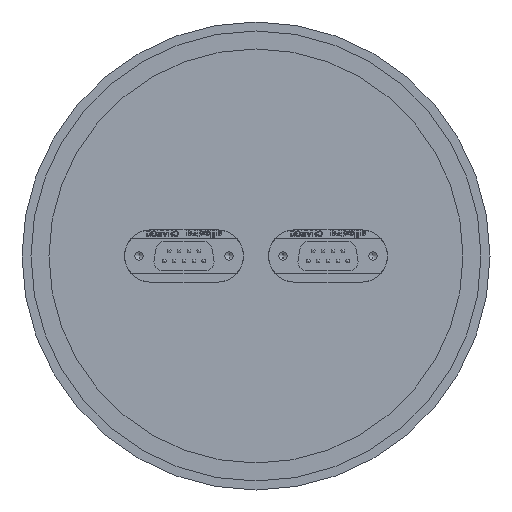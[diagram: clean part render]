
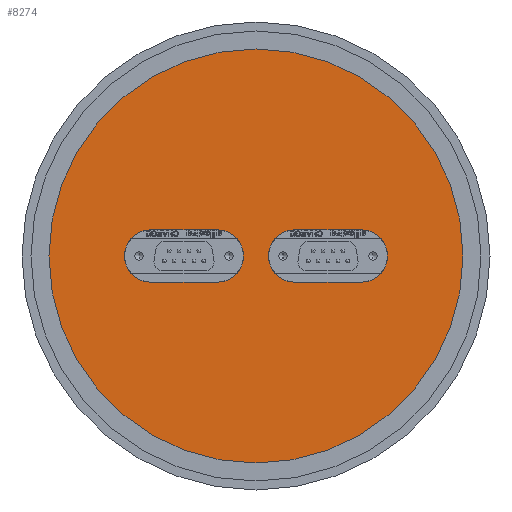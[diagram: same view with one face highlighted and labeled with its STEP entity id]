
A CAD part, front view. The second image highlights one B-rep face of the part: STEP entity #8274.
In plain terms, the highlighted planar face has unit normal (0, -1, 0).
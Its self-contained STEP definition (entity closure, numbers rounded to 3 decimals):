
#15 = CARTESIAN_POINT ( 'NONE',  ( 29.25, -12., 0. ) ) ;
#102 = VERTEX_POINT ( 'NONE', #1363 ) ;
#219 = EDGE_LOOP ( 'NONE', ( #2240, #6443, #2967, #6548 ) ) ;
#362 = FACE_BOUND ( 'NONE', #219, .T. ) ;
#612 = CARTESIAN_POINT ( 'NONE',  ( -29.25, -12., -7.25 ) ) ;
#618 = VERTEX_POINT ( 'NONE', #1048 ) ;
#625 = VECTOR ( 'NONE', #5126, 1000. ) ;
#760 = ORIENTED_EDGE ( 'NONE', *, *, #7399, .T. ) ;
#813 = CARTESIAN_POINT ( 'NONE',  ( 10.75, -12., 7.25 ) ) ;
#858 = VECTOR ( 'NONE', #2570, 1000. ) ;
#981 = EDGE_CURVE ( 'NONE', #5785, #6599, #7770, .T. ) ;
#986 = ORIENTED_EDGE ( 'NONE', *, *, #9614, .T. ) ;
#1048 = CARTESIAN_POINT ( 'NONE',  ( 29.25, -12., -7.25 ) ) ;
#1073 = CIRCLE ( 'NONE', #8123, 7.25 ) ;
#1196 = EDGE_CURVE ( 'NONE', #1441, #1391, #11070, .T. ) ;
#1238 = AXIS2_PLACEMENT_3D ( 'NONE', #7289, #2966, #6430 ) ;
#1363 = CARTESIAN_POINT ( 'NONE',  ( 10.75, -12., -7.25 ) ) ;
#1364 = CARTESIAN_POINT ( 'NONE',  ( 0., -12., 0. ) ) ;
#1391 = VERTEX_POINT ( 'NONE', #7963 ) ;
#1441 = VERTEX_POINT ( 'NONE', #3146 ) ;
#1537 = DIRECTION ( 'NONE',  ( 0., 1., 0. ) ) ;
#2203 = CARTESIAN_POINT ( 'NONE',  ( 10.75, -12., 7.25 ) ) ;
#2240 = ORIENTED_EDGE ( 'NONE', *, *, #10736, .T. ) ;
#2570 = DIRECTION ( 'NONE',  ( 1., 0., 0. ) ) ;
#2719 = CIRCLE ( 'NONE', #8138, 7.25 ) ;
#2784 = DIRECTION ( 'NONE',  ( 1., 0., 0. ) ) ;
#2966 = DIRECTION ( 'NONE',  ( 0., -1., 0. ) ) ;
#2967 = ORIENTED_EDGE ( 'NONE', *, *, #9504, .T. ) ;
#3008 = CIRCLE ( 'NONE', #6635, 7.25 ) ;
#3146 = CARTESIAN_POINT ( 'NONE',  ( -10.75, -12., -7.25 ) ) ;
#3383 = VERTEX_POINT ( 'NONE', #3551 ) ;
#3399 = VECTOR ( 'NONE', #7064, 1000. ) ;
#3536 = CARTESIAN_POINT ( 'NONE',  ( -10.75, -12., 0. ) ) ;
#3551 = CARTESIAN_POINT ( 'NONE',  ( 29.25, -12., 7.25 ) ) ;
#3647 = DIRECTION ( 'NONE',  ( 0., 0., 1. ) ) ;
#3790 = EDGE_LOOP ( 'NONE', ( #7079, #986 ) ) ;
#3819 = FACE_OUTER_BOUND ( 'NONE', #3790, .T. ) ;
#3871 = PLANE ( 'NONE',  #1238 ) ;
#4609 = VERTEX_POINT ( 'NONE', #9809 ) ;
#4679 = AXIS2_PLACEMENT_3D ( 'NONE', #3536, #10422, #3647 ) ;
#4808 = DIRECTION ( 'NONE',  ( 0., -1., 0. ) ) ;
#4928 = FACE_BOUND ( 'NONE', #10533, .T. ) ;
#4968 = ORIENTED_EDGE ( 'NONE', *, *, #8329, .T. ) ;
#4977 = DIRECTION ( 'NONE',  ( 0., -1., 0. ) ) ;
#4991 = CARTESIAN_POINT ( 'NONE',  ( -29.25, -12., 7.25 ) ) ;
#4999 = EDGE_CURVE ( 'NONE', #4609, #8302, #10714, .T. ) ;
#5126 = DIRECTION ( 'NONE',  ( -1., 0., 0. ) ) ;
#5313 = DIRECTION ( 'NONE',  ( 0., 0., 1. ) ) ;
#5419 = AXIS2_PLACEMENT_3D ( 'NONE', #1364, #4808, #7286 ) ;
#5484 = CARTESIAN_POINT ( 'NONE',  ( 0., -12., -57.5 ) ) ;
#5627 = CARTESIAN_POINT ( 'NONE',  ( -10.75, -12., 7.25 ) ) ;
#5763 = VECTOR ( 'NONE', #2784, 1000. ) ;
#5785 = VERTEX_POINT ( 'NONE', #5484 ) ;
#5827 = VERTEX_POINT ( 'NONE', #2203 ) ;
#5956 = CARTESIAN_POINT ( 'NONE',  ( 0., -12., 57.5 ) ) ;
#5966 = CARTESIAN_POINT ( 'NONE',  ( -29.25, -12., 0. ) ) ;
#6260 = CARTESIAN_POINT ( 'NONE',  ( 10.75, -12., -7.25 ) ) ;
#6425 = CARTESIAN_POINT ( 'NONE',  ( 0., -12., 0. ) ) ;
#6430 = DIRECTION ( 'NONE',  ( 0., 0., -1. ) ) ;
#6443 = ORIENTED_EDGE ( 'NONE', *, *, #4999, .T. ) ;
#6517 = AXIS2_PLACEMENT_3D ( 'NONE', #6425, #4977, #8441 ) ;
#6548 = ORIENTED_EDGE ( 'NONE', *, *, #1196, .T. ) ;
#6599 = VERTEX_POINT ( 'NONE', #5956 ) ;
#6635 = AXIS2_PLACEMENT_3D ( 'NONE', #5966, #1537, #8444 ) ;
#6945 = LINE ( 'NONE', #813, #5763 ) ;
#7064 = DIRECTION ( 'NONE',  ( -1., 0., 0. ) ) ;
#7079 = ORIENTED_EDGE ( 'NONE', *, *, #981, .T. ) ;
#7286 = DIRECTION ( 'NONE',  ( 0., 0., -1. ) ) ;
#7289 = CARTESIAN_POINT ( 'NONE',  ( 0., -12., -57.5 ) ) ;
#7338 = ORIENTED_EDGE ( 'NONE', *, *, #9894, .T. ) ;
#7377 = CARTESIAN_POINT ( 'NONE',  ( 10.75, -12., 0. ) ) ;
#7399 = EDGE_CURVE ( 'NONE', #618, #102, #8688, .T. ) ;
#7432 = CIRCLE ( 'NONE', #4679, 7.25 ) ;
#7770 = CIRCLE ( 'NONE', #6517, 57.5 ) ;
#7776 = CIRCLE ( 'NONE', #5419, 57.5 ) ;
#7963 = CARTESIAN_POINT ( 'NONE',  ( -29.25, -12., -7.25 ) ) ;
#8123 = AXIS2_PLACEMENT_3D ( 'NONE', #7377, #10169, #10966 ) ;
#8138 = AXIS2_PLACEMENT_3D ( 'NONE', #15, #9550, #5313 ) ;
#8274 = ADVANCED_FACE ( 'NONE', ( #4928, #362, #3819 ), #3871, .T. ) ;
#8302 = VERTEX_POINT ( 'NONE', #5627 ) ;
#8329 = EDGE_CURVE ( 'NONE', #5827, #3383, #6945, .T. ) ;
#8441 = DIRECTION ( 'NONE',  ( 0., 0., -1. ) ) ;
#8444 = DIRECTION ( 'NONE',  ( 0., 0., 1. ) ) ;
#8688 = LINE ( 'NONE', #6260, #3399 ) ;
#8701 = ORIENTED_EDGE ( 'NONE', *, *, #8960, .T. ) ;
#8960 = EDGE_CURVE ( 'NONE', #102, #5827, #1073, .T. ) ;
#9504 = EDGE_CURVE ( 'NONE', #8302, #1441, #7432, .T. ) ;
#9550 = DIRECTION ( 'NONE',  ( 0., 1., 0. ) ) ;
#9614 = EDGE_CURVE ( 'NONE', #6599, #5785, #7776, .T. ) ;
#9809 = CARTESIAN_POINT ( 'NONE',  ( -29.25, -12., 7.25 ) ) ;
#9894 = EDGE_CURVE ( 'NONE', #3383, #618, #2719, .T. ) ;
#10169 = DIRECTION ( 'NONE',  ( 0., 1., 0. ) ) ;
#10422 = DIRECTION ( 'NONE',  ( 0., 1., 0. ) ) ;
#10533 = EDGE_LOOP ( 'NONE', ( #8701, #4968, #7338, #760 ) ) ;
#10714 = LINE ( 'NONE', #4991, #858 ) ;
#10736 = EDGE_CURVE ( 'NONE', #1391, #4609, #3008, .T. ) ;
#10966 = DIRECTION ( 'NONE',  ( 0., 0., 1. ) ) ;
#11070 = LINE ( 'NONE', #612, #625 ) ;
